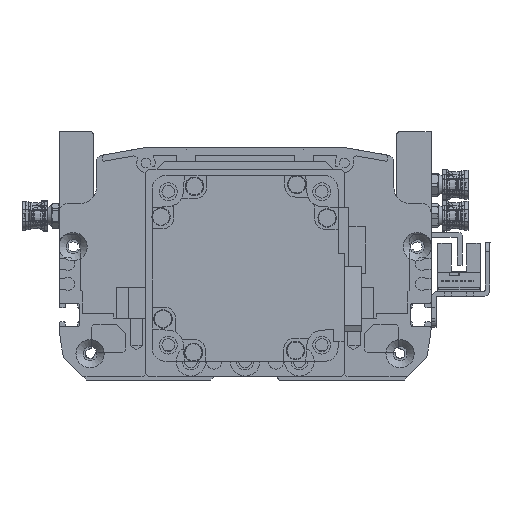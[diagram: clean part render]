
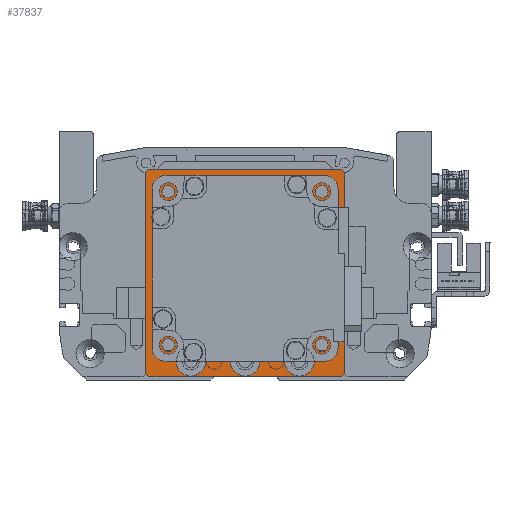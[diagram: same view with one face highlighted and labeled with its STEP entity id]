
A CAD part, front view. The second image highlights one B-rep face of the part: STEP entity #37837.
In plain terms, the highlighted face is planar.
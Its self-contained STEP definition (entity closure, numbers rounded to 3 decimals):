
#1355=FACE_BOUND('',#7635,.T.);
#1356=FACE_BOUND('',#7636,.T.);
#1357=FACE_BOUND('',#7637,.T.);
#1358=FACE_BOUND('',#7638,.T.);
#1359=FACE_BOUND('',#7639,.T.);
#1360=FACE_BOUND('',#7640,.T.);
#1361=FACE_BOUND('',#7641,.T.);
#1362=FACE_BOUND('',#7642,.T.);
#2119=PLANE('',#42128);
#5212=FACE_OUTER_BOUND('',#7634,.T.);
#7634=EDGE_LOOP('',(#34134,#34135,#34136,#34137,#34138,#34139,#34140,#34141));
#7635=EDGE_LOOP('',(#34142));
#7636=EDGE_LOOP('',(#34143));
#7637=EDGE_LOOP('',(#34144));
#7638=EDGE_LOOP('',(#34145));
#7639=EDGE_LOOP('',(#34146));
#7640=EDGE_LOOP('',(#34147));
#7641=EDGE_LOOP('',(#34148));
#7642=EDGE_LOOP('',(#34149));
#10404=LINE('',#67900,#13326);
#10406=LINE('',#67904,#13328);
#10409=LINE('',#67910,#13331);
#10410=LINE('',#67912,#13332);
#10411=LINE('',#67914,#13333);
#10412=LINE('',#67916,#13334);
#10413=LINE('',#67918,#13335);
#10414=LINE('',#67919,#13336);
#13326=VECTOR('',#52077,10.);
#13328=VECTOR('',#52081,10.);
#13331=VECTOR('',#52086,10.);
#13332=VECTOR('',#52087,10.);
#13333=VECTOR('',#52088,10.);
#13334=VECTOR('',#52089,10.);
#13335=VECTOR('',#52090,10.);
#13336=VECTOR('',#52091,10.);
#15633=CIRCLE('',#42129,25.);
#15634=CIRCLE('',#42130,2.067);
#15635=CIRCLE('',#42131,2.067);
#15636=CIRCLE('',#42132,2.067);
#15637=CIRCLE('',#42133,2.067);
#15638=CIRCLE('',#42134,4.75);
#15639=CIRCLE('',#42135,4.75);
#15640=CIRCLE('',#42136,4.75);
#19030=VERTEX_POINT('',#67897);
#19031=VERTEX_POINT('',#67899);
#19032=VERTEX_POINT('',#67903);
#19034=VERTEX_POINT('',#67909);
#19035=VERTEX_POINT('',#67911);
#19036=VERTEX_POINT('',#67913);
#19037=VERTEX_POINT('',#67915);
#19038=VERTEX_POINT('',#67917);
#19039=VERTEX_POINT('',#67920);
#19040=VERTEX_POINT('',#67922);
#19041=VERTEX_POINT('',#67924);
#19042=VERTEX_POINT('',#67926);
#19043=VERTEX_POINT('',#67928);
#19044=VERTEX_POINT('',#67930);
#19045=VERTEX_POINT('',#67932);
#19046=VERTEX_POINT('',#67934);
#24162=EDGE_CURVE('',#19030,#19031,#10404,.T.);
#24164=EDGE_CURVE('',#19032,#19031,#10406,.T.);
#24167=EDGE_CURVE('',#19030,#19034,#10409,.T.);
#24168=EDGE_CURVE('',#19035,#19034,#10410,.T.);
#24169=EDGE_CURVE('',#19035,#19036,#10411,.T.);
#24170=EDGE_CURVE('',#19037,#19036,#10412,.T.);
#24171=EDGE_CURVE('',#19037,#19038,#10413,.T.);
#24172=EDGE_CURVE('',#19032,#19038,#10414,.T.);
#24173=EDGE_CURVE('',#19039,#19039,#15633,.T.);
#24174=EDGE_CURVE('',#19040,#19040,#15634,.T.);
#24175=EDGE_CURVE('',#19041,#19041,#15635,.T.);
#24176=EDGE_CURVE('',#19042,#19042,#15636,.T.);
#24177=EDGE_CURVE('',#19043,#19043,#15637,.T.);
#24178=EDGE_CURVE('',#19044,#19044,#15638,.T.);
#24179=EDGE_CURVE('',#19045,#19045,#15639,.T.);
#24180=EDGE_CURVE('',#19046,#19046,#15640,.T.);
#34134=ORIENTED_EDGE('',*,*,#24162,.F.);
#34135=ORIENTED_EDGE('',*,*,#24167,.T.);
#34136=ORIENTED_EDGE('',*,*,#24168,.F.);
#34137=ORIENTED_EDGE('',*,*,#24169,.T.);
#34138=ORIENTED_EDGE('',*,*,#24170,.F.);
#34139=ORIENTED_EDGE('',*,*,#24171,.T.);
#34140=ORIENTED_EDGE('',*,*,#24172,.F.);
#34141=ORIENTED_EDGE('',*,*,#24164,.T.);
#34142=ORIENTED_EDGE('',*,*,#24173,.T.);
#34143=ORIENTED_EDGE('',*,*,#24174,.T.);
#34144=ORIENTED_EDGE('',*,*,#24175,.T.);
#34145=ORIENTED_EDGE('',*,*,#24176,.T.);
#34146=ORIENTED_EDGE('',*,*,#24177,.T.);
#34147=ORIENTED_EDGE('',*,*,#24178,.T.);
#34148=ORIENTED_EDGE('',*,*,#24179,.T.);
#34149=ORIENTED_EDGE('',*,*,#24180,.T.);
#37837=ADVANCED_FACE('',(#5212,#1355,#1356,#1357,#1358,#1359,#1360,#1361,
#1362),#2119,.T.);
#42128=AXIS2_PLACEMENT_3D('',#67908,#52084,#52085);
#42129=AXIS2_PLACEMENT_3D('',#67921,#52092,#52093);
#42130=AXIS2_PLACEMENT_3D('',#67923,#52094,#52095);
#42131=AXIS2_PLACEMENT_3D('',#67925,#52096,#52097);
#42132=AXIS2_PLACEMENT_3D('',#67927,#52098,#52099);
#42133=AXIS2_PLACEMENT_3D('',#67929,#52100,#52101);
#42134=AXIS2_PLACEMENT_3D('',#67931,#52102,#52103);
#42135=AXIS2_PLACEMENT_3D('',#67933,#52104,#52105);
#42136=AXIS2_PLACEMENT_3D('',#67935,#52106,#52107);
#52077=DIRECTION('',(0.707,0.707,0.));
#52081=DIRECTION('',(-1.,0.,0.));
#52084=DIRECTION('center_axis',(0.,0.,1.));
#52085=DIRECTION('ref_axis',(1.,0.,0.));
#52086=DIRECTION('',(0.,-1.,0.));
#52087=DIRECTION('',(-0.707,0.707,0.));
#52088=DIRECTION('',(1.,0.,0.));
#52089=DIRECTION('',(-0.707,-0.707,0.));
#52090=DIRECTION('',(0.,1.,0.));
#52091=DIRECTION('',(0.707,-0.707,0.));
#52092=DIRECTION('center_axis',(0.,0.,-1.));
#52093=DIRECTION('ref_axis',(1.,0.,0.));
#52094=DIRECTION('center_axis',(0.,0.,-1.));
#52095=DIRECTION('ref_axis',(1.,0.,0.));
#52096=DIRECTION('center_axis',(0.,0.,-1.));
#52097=DIRECTION('ref_axis',(1.,0.,0.));
#52098=DIRECTION('center_axis',(0.,0.,-1.));
#52099=DIRECTION('ref_axis',(1.,0.,0.));
#52100=DIRECTION('center_axis',(0.,0.,-1.));
#52101=DIRECTION('ref_axis',(1.,0.,0.));
#52102=DIRECTION('center_axis',(0.,0.,-1.));
#52103=DIRECTION('ref_axis',(1.,0.,0.));
#52104=DIRECTION('center_axis',(0.,0.,-1.));
#52105=DIRECTION('ref_axis',(1.,0.,0.));
#52106=DIRECTION('center_axis',(0.,0.,-1.));
#52107=DIRECTION('ref_axis',(1.,0.,0.));
#67897=CARTESIAN_POINT('',(-32.,31.,62.));
#67899=CARTESIAN_POINT('',(-31.,32.,62.));
#67900=CARTESIAN_POINT('',(-31.5,31.5,62.));
#67903=CARTESIAN_POINT('',(31.,32.,62.));
#67904=CARTESIAN_POINT('',(46.613,32.,62.));
#67908=CARTESIAN_POINT('Origin',(0.,0.,
62.));
#67909=CARTESIAN_POINT('',(-32.,-34.,62.));
#67910=CARTESIAN_POINT('',(-32.,35.,62.));
#67911=CARTESIAN_POINT('',(-31.,-35.,62.));
#67912=CARTESIAN_POINT('',(-32.25,-33.75,62.));
#67913=CARTESIAN_POINT('',(31.,-35.,62.));
#67914=CARTESIAN_POINT('',(-32.,-35.,62.));
#67915=CARTESIAN_POINT('',(32.,-34.,62.));
#67916=CARTESIAN_POINT('',(32.25,-33.75,62.));
#67917=CARTESIAN_POINT('',(32.,31.,62.));
#67918=CARTESIAN_POINT('',(32.,-35.,62.));
#67919=CARTESIAN_POINT('',(31.5,31.5,62.));
#67920=CARTESIAN_POINT('',(-25.,0.,62.));
#67921=CARTESIAN_POINT('Origin',(0.,0.,62.));
#67922=CARTESIAN_POINT('',(22.682,-24.749,62.));
#67923=CARTESIAN_POINT('Origin',(24.749,-24.749,62.));
#67924=CARTESIAN_POINT('',(22.682,24.749,62.));
#67925=CARTESIAN_POINT('Origin',(24.749,24.749,62.));
#67926=CARTESIAN_POINT('',(-26.816,24.749,62.));
#67927=CARTESIAN_POINT('Origin',(-24.749,24.749,62.));
#67928=CARTESIAN_POINT('',(-26.816,-24.749,62.));
#67929=CARTESIAN_POINT('Origin',(-24.749,-24.749,62.));
#67930=CARTESIAN_POINT('',(-4.75,-30.,62.));
#67931=CARTESIAN_POINT('Origin',(0.,-30.,62.));
#67932=CARTESIAN_POINT('',(12.75,-30.,62.));
#67933=CARTESIAN_POINT('Origin',(17.5,-30.,62.));
#67934=CARTESIAN_POINT('',(-22.25,-30.,62.));
#67935=CARTESIAN_POINT('Origin',(-17.5,-30.,62.));
